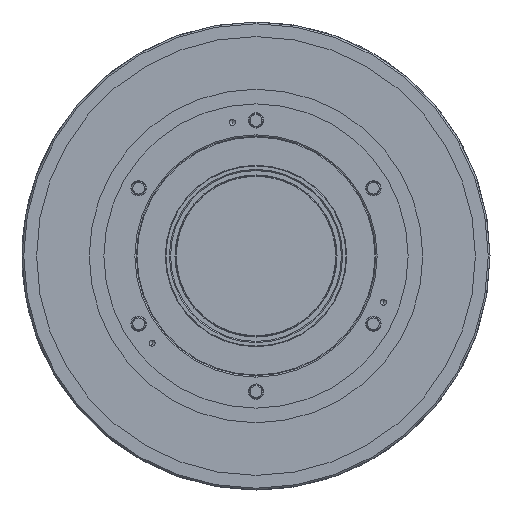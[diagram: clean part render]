
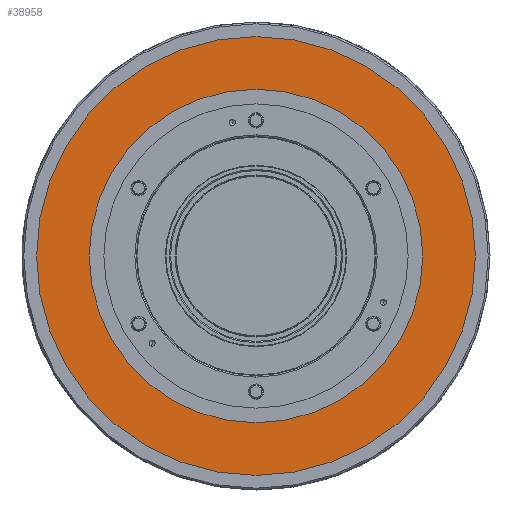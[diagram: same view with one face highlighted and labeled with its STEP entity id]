
A CAD part, left-side view. The second image highlights one B-rep face of the part: STEP entity #38958.
In plain terms, the highlighted planar face has unit normal (-1, 0, 0).
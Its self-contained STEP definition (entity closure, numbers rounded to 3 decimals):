
#1603 = VERTEX_POINT ( 'NONE', #8997 ) ;
#1697 = CARTESIAN_POINT ( 'NONE',  ( -147., 0., 0. ) ) ;
#2843 = EDGE_CURVE ( 'NONE', #10073, #1603, #46725, .T. ) ;
#4500 = CARTESIAN_POINT ( 'NONE',  ( -147., 0., 0. ) ) ;
#7614 = CARTESIAN_POINT ( 'NONE',  ( -147., 0., 0. ) ) ;
#8731 = ORIENTED_EDGE ( 'NONE', *, *, #38041, .T. ) ;
#8997 = CARTESIAN_POINT ( 'NONE',  ( -147., 0., -375. ) ) ;
#9300 = ORIENTED_EDGE ( 'NONE', *, *, #41606, .T. ) ;
#9803 = EDGE_LOOP ( 'NONE', ( #17436, #13589 ) ) ;
#10073 = VERTEX_POINT ( 'NONE', #26462 ) ;
#10736 = CARTESIAN_POINT ( 'NONE',  ( -147., 0., -285. ) ) ;
#12500 = DIRECTION ( 'NONE',  ( 0., 0., 1. ) ) ;
#13589 = ORIENTED_EDGE ( 'NONE', *, *, #2843, .F. ) ;
#14736 = DIRECTION ( 'NONE',  ( 1., 0., 0. ) ) ;
#16635 = PLANE ( 'NONE',  #50625 ) ;
#17039 = AXIS2_PLACEMENT_3D ( 'NONE', #52579, #14736, #31561 ) ;
#17436 = ORIENTED_EDGE ( 'NONE', *, *, #49588, .F. ) ;
#18542 = DIRECTION ( 'NONE',  ( 1., 0., 0. ) ) ;
#18645 = VERTEX_POINT ( 'NONE', #10736 ) ;
#18975 = EDGE_LOOP ( 'NONE', ( #8731, #9300 ) ) ;
#24378 = CARTESIAN_POINT ( 'NONE',  ( -147., 0., 285. ) ) ;
#24419 = DIRECTION ( 'NONE',  ( 1., 0., 0. ) ) ;
#26462 = CARTESIAN_POINT ( 'NONE',  ( -147., 0., 375. ) ) ;
#27474 = CIRCLE ( 'NONE', #34532, 375. ) ;
#31278 = CIRCLE ( 'NONE', #38349, 285. ) ;
#31561 = DIRECTION ( 'NONE',  ( 0., 0., -1. ) ) ;
#33468 = CARTESIAN_POINT ( 'NONE',  ( -147., 285., 0. ) ) ;
#34032 = DIRECTION ( 'NONE',  ( 1., 0., 0. ) ) ;
#34532 = AXIS2_PLACEMENT_3D ( 'NONE', #7614, #24419, #41269 ) ;
#35395 = DIRECTION ( 'NONE',  ( 0., 0., -1. ) ) ;
#37605 = FACE_BOUND ( 'NONE', #18975, .T. ) ;
#38041 = EDGE_CURVE ( 'NONE', #18645, #42843, #40831, .T. ) ;
#38349 = AXIS2_PLACEMENT_3D ( 'NONE', #1697, #18542, #35395 ) ;
#38958 = ADVANCED_FACE ( 'NONE', ( #37605, #54506 ), #16635, .T. ) ;
#39675 = AXIS2_PLACEMENT_3D ( 'NONE', #4500, #34032, #50872 ) ;
#40831 = CIRCLE ( 'NONE', #17039, 285. ) ;
#41269 = DIRECTION ( 'NONE',  ( 0., 0., -1. ) ) ;
#41606 = EDGE_CURVE ( 'NONE', #42843, #18645, #31278, .T. ) ;
#42843 = VERTEX_POINT ( 'NONE', #24378 ) ;
#46725 = CIRCLE ( 'NONE', #39675, 375. ) ;
#49588 = EDGE_CURVE ( 'NONE', #1603, #10073, #27474, .T. ) ;
#50314 = DIRECTION ( 'NONE',  ( -1., 0., 0. ) ) ;
#50625 = AXIS2_PLACEMENT_3D ( 'NONE', #33468, #50314, #12500 ) ;
#50872 = DIRECTION ( 'NONE',  ( 0., 0., -1. ) ) ;
#52579 = CARTESIAN_POINT ( 'NONE',  ( -147., 0., 0. ) ) ;
#54506 = FACE_OUTER_BOUND ( 'NONE', #9803, .T. ) ;
